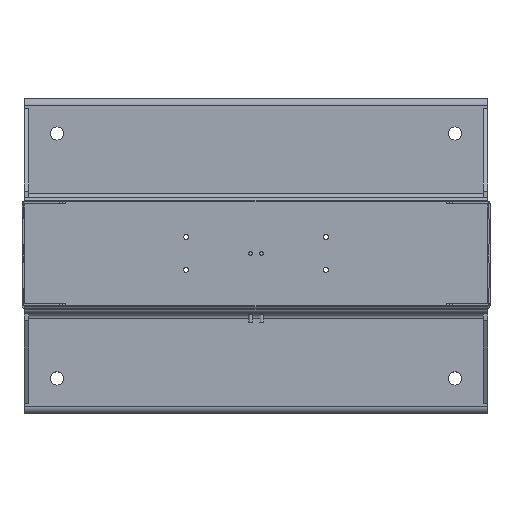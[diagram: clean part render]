
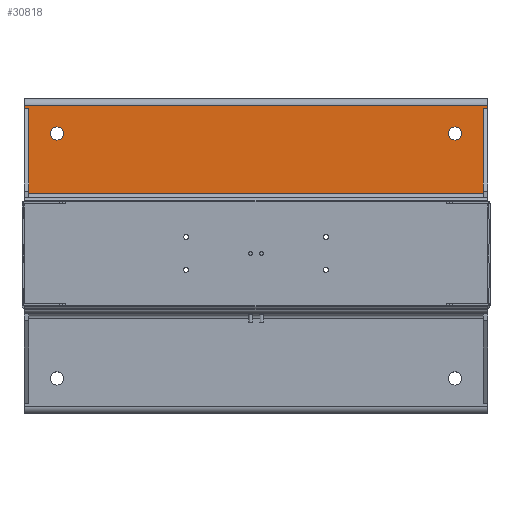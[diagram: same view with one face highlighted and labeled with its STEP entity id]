
A CAD part, top view. The second image highlights one B-rep face of the part: STEP entity #30818.
In plain terms, the highlighted planar face has unit normal (0, 0, 1).
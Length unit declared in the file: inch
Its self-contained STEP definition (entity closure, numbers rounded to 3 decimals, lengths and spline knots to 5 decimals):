
#276 = CARTESIAN_POINT ( 'NONE',  ( -6.91504, -49.05981, -3.1875 ) ) ;
#537 = CARTESIAN_POINT ( 'NONE',  ( -6.91504, -44.00136, -3.1875 ) ) ;
#555 = EDGE_CURVE ( 'NONE', #26193, #26193, #20020, .T. ) ;
#663 = VERTEX_POINT ( 'NONE', #5485 ) ;
#2093 = DIRECTION ( 'NONE',  ( 0., 0., -1. ) ) ;
#2949 = CIRCLE ( 'NONE', #20328, 0.375 ) ;
#3417 = CARTESIAN_POINT ( 'NONE',  ( -6.91504, -49.05981, -3.1875 ) ) ;
#3488 = VERTEX_POINT ( 'NONE', #8585 ) ;
#3559 = AXIS2_PLACEMENT_3D ( 'NONE', #20900, #9228, #30398 ) ;
#3885 = VERTEX_POINT ( 'NONE', #27831 ) ;
#4375 = VERTEX_POINT ( 'NONE', #22424 ) ;
#4949 = VECTOR ( 'NONE', #17213, 39.37008 ) ;
#5485 = CARTESIAN_POINT ( 'NONE',  ( 19.58496, -44.00136, -3.1875 ) ) ;
#6409 = ORIENTED_EDGE ( 'NONE', *, *, #21464, .F. ) ;
#6421 = EDGE_CURVE ( 'NONE', #3488, #663, #24196, .T. ) ;
#6772 = PLANE ( 'NONE',  #27354 ) ;
#7722 = CARTESIAN_POINT ( 'NONE',  ( -6.91504, -49.69581, -3.1875 ) ) ;
#8585 = CARTESIAN_POINT ( 'NONE',  ( -6.91504, -44.00136, -3.1875 ) ) ;
#8733 = ORIENTED_EDGE ( 'NONE', *, *, #6421, .F. ) ;
#8957 = DIRECTION ( 'NONE',  ( 0., -1., 0. ) ) ;
#9228 = DIRECTION ( 'NONE',  ( 0., 0., -1. ) ) ;
#10467 = ORIENTED_EDGE ( 'NONE', *, *, #24574, .T. ) ;
#11478 = EDGE_LOOP ( 'NONE', ( #13152 ) ) ;
#12778 = ORIENTED_EDGE ( 'NONE', *, *, #21593, .T. ) ;
#12810 = EDGE_LOOP ( 'NONE', ( #10467 ) ) ;
#12915 = EDGE_LOOP ( 'NONE', ( #8733, #20094, #6409, #12778 ) ) ;
#13152 = ORIENTED_EDGE ( 'NONE', *, *, #555, .T. ) ;
#13212 = CARTESIAN_POINT ( 'NONE',  ( 19.58496, -49.69581, -3.1875 ) ) ;
#13913 = CARTESIAN_POINT ( 'NONE',  ( -6.91504, -49.05981, -3.1875 ) ) ;
#14720 = DIRECTION ( 'NONE',  ( 1., 0., 0. ) ) ;
#14941 = LINE ( 'NONE', #3417, #23759 ) ;
#15476 = DIRECTION ( 'NONE',  ( 0., 0., -1. ) ) ;
#17125 = VECTOR ( 'NONE', #14720, 39.37008 ) ;
#17213 = DIRECTION ( 'NONE',  ( 0., 1., 0. ) ) ;
#17285 = DIRECTION ( 'NONE',  ( -1., 0., 0. ) ) ;
#17668 = CARTESIAN_POINT ( 'NONE',  ( 17.70996, -45.62231, -3.1875 ) ) ;
#18441 = FACE_BOUND ( 'NONE', #12810, .T. ) ;
#20020 = CIRCLE ( 'NONE', #3559, 0.375 ) ;
#20062 = LINE ( 'NONE', #13212, #29235 ) ;
#20094 = ORIENTED_EDGE ( 'NONE', *, *, #24741, .F. ) ;
#20328 = AXIS2_PLACEMENT_3D ( 'NONE', #17668, #15476, #24801 ) ;
#20900 = CARTESIAN_POINT ( 'NONE',  ( -5.04004, -45.62231, -3.1875 ) ) ;
#21464 = EDGE_CURVE ( 'NONE', #4375, #28491, #14941, .T. ) ;
#21593 = EDGE_CURVE ( 'NONE', #4375, #663, #20062, .T. ) ;
#22424 = CARTESIAN_POINT ( 'NONE',  ( 19.58496, -49.05981, -3.1875 ) ) ;
#22697 = DIRECTION ( 'NONE',  ( 0., 1., 0. ) ) ;
#23759 = VECTOR ( 'NONE', #17285, 39.37008 ) ;
#24196 = LINE ( 'NONE', #537, #17125 ) ;
#24574 = EDGE_CURVE ( 'NONE', #3885, #3885, #2949, .T. ) ;
#24741 = EDGE_CURVE ( 'NONE', #28491, #3488, #29017, .T. ) ;
#24801 = DIRECTION ( 'NONE',  ( 0., 1., 0. ) ) ;
#25579 = FACE_OUTER_BOUND ( 'NONE', #12915, .T. ) ;
#25883 = FACE_BOUND ( 'NONE', #11478, .T. ) ;
#26193 = VERTEX_POINT ( 'NONE', #28841 ) ;
#27354 = AXIS2_PLACEMENT_3D ( 'NONE', #13913, #2093, #8957 ) ;
#27831 = CARTESIAN_POINT ( 'NONE',  ( 17.70996, -45.24731, -3.1875 ) ) ;
#28491 = VERTEX_POINT ( 'NONE', #276 ) ;
#28841 = CARTESIAN_POINT ( 'NONE',  ( -5.04004, -45.24731, -3.1875 ) ) ;
#29017 = LINE ( 'NONE', #7722, #4949 ) ;
#29235 = VECTOR ( 'NONE', #22697, 39.37008 ) ;
#30398 = DIRECTION ( 'NONE',  ( 0., 1., 0. ) ) ;
#30818 = ADVANCED_FACE ( 'NONE', ( #25579, #25883, #18441 ), #6772, .F. ) ;
